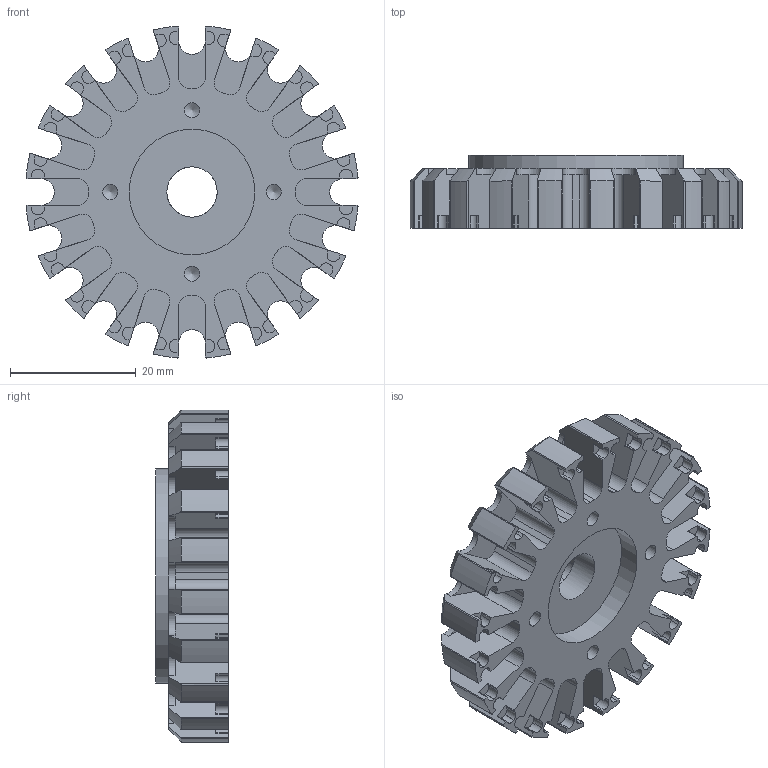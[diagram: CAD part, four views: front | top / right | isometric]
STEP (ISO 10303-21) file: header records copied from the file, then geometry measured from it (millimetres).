
FILE_DESCRIPTION(/* description */ (''),/* implementation_level */ '2;1');
FILE_NAME(/* name */ '12_Radkasten.ipt.step',/* time_stamp */ '2020-01-21T16:40:43+01:00',/* author */ ('rYan'),/* organization */ (''),/* preprocessor_version */ 'ST-DEVELOPER v17.2',/* originating_system */ 'Autodesk Inventor 2019',/* authorisation */ '');
FILE_SCHEMA (('AUTOMOTIVE_DESIGN { 1 0 10303 214 3 1 1 }'));
Length unit declared in the file: millimetre
Products named in the file (1): Radkasten
Bounding box: 52.81 x 11.6 x 52.81 mm (x, y, z)
Volume: 11543.4 mm3; surface area: 9603.6 mm2
Topology: 1 solids, 1 shells, 568 faces, 1695 edges, 1134 vertices
Faces by surface type: cylinder 293, plane 251, cone 24
Full cylindrical faces by diameter (mm): 2.459 x4, 8 x1, 11.6 x1, 20 x1, 31.8 x1, 34.2 x1
Entity records: 19696 total; most frequent: CARTESIAN_POINT 3994, ORIENTED_EDGE 3382, DIRECTION 3331, EDGE_CURVE 1691, AXIS2_PLACEMENT_3D 1151, VERTEX_POINT 1134, LINE 1029, VECTOR 1029
